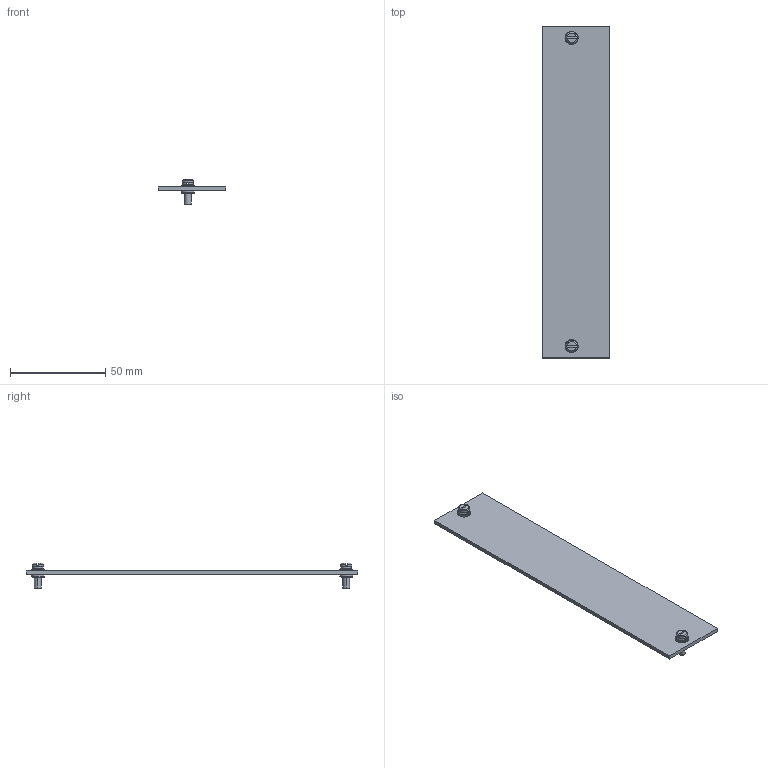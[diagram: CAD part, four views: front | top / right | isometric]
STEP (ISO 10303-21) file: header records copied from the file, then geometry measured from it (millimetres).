
FILE_DESCRIPTION((''),'2;1');
FILE_NAME('00131599038','2020-09-11T',('presta_be4'),(''),'CREO PARAMETRIC BY PTC INC, 2018360','CREO PARAMETRIC BY PTC INC, 2018360','');
FILE_SCHEMA(('CONFIG_CONTROL_DESIGN'));
Length unit declared in the file: millimetre
Products named in the file (1): 00131599038
Bounding box: 35.5 x 174.7 x 13.5 mm (x, y, z)
Volume: 12767.3 mm3; surface area: 13953.9 mm2
Topology: 3 solids, 3 shells, 150 faces, 372 edges, 236 vertices
Faces by surface type: cylinder 68, plane 62, cone 16, torus 4
Entity records: 4842 total; most frequent: CARTESIAN_POINT 1110, DIRECTION 828, ORIENTED_EDGE 744, EDGE_CURVE 372, AXIS2_PLACEMENT_3D 330, VERTEX_POINT 236, CIRCLE 180, VECTOR 168
